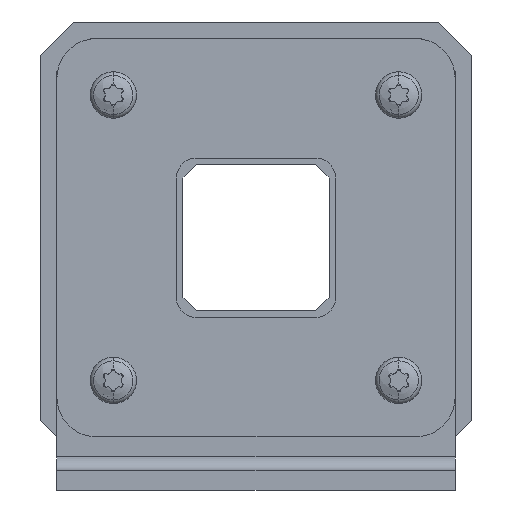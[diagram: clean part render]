
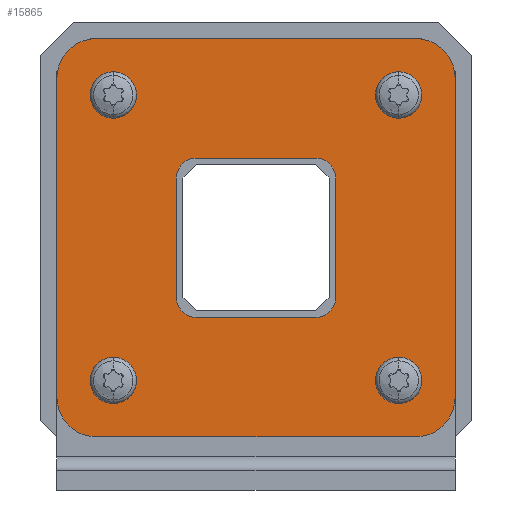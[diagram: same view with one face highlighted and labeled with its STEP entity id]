
A CAD part, front view. The second image highlights one B-rep face of the part: STEP entity #15865.
In plain terms, the highlighted face is planar.
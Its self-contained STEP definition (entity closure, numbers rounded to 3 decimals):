
#15279=CARTESIAN_POINT('',(24.,24.,3.));
#15280=DIRECTION('',(0.,0.,-1.));
#15281=DIRECTION('',(0.,1.,0.));
#15282=AXIS2_PLACEMENT_3D('',#15279,#15280,#15281);
#15284=DIRECTION('',(0.,-1.,0.));
#15285=VECTOR('',#15284,48.);
#15286=CARTESIAN_POINT('',(30.,24.,3.));
#15287=LINE('',#15286,#15285);
#15288=CARTESIAN_POINT('',(24.,-24.,3.));
#15289=DIRECTION('',(0.,0.,-1.));
#15290=DIRECTION('',(1.,0.,0.));
#15291=AXIS2_PLACEMENT_3D('',#15288,#15289,#15290);
#15293=DIRECTION('',(-1.,0.,0.));
#15294=VECTOR('',#15293,48.);
#15295=CARTESIAN_POINT('',(24.,-30.,3.));
#15296=LINE('',#15295,#15294);
#15297=CARTESIAN_POINT('',(-24.,-24.,3.));
#15298=DIRECTION('',(0.,0.,-1.));
#15299=DIRECTION('',(0.,-1.,0.));
#15300=AXIS2_PLACEMENT_3D('',#15297,#15298,#15299);
#15302=DIRECTION('',(0.,1.,0.));
#15303=VECTOR('',#15302,48.);
#15304=CARTESIAN_POINT('',(-30.,-24.,3.));
#15305=LINE('',#15304,#15303);
#15306=CARTESIAN_POINT('',(-24.,24.,3.));
#15307=DIRECTION('',(0.,0.,-1.));
#15308=DIRECTION('',(-1.,0.,0.));
#15309=AXIS2_PLACEMENT_3D('',#15306,#15307,#15308);
#15311=DIRECTION('',(1.,0.,0.));
#15312=VECTOR('',#15311,48.);
#15313=CARTESIAN_POINT('',(-24.,30.,3.));
#15314=LINE('',#15313,#15312);
#15315=CARTESIAN_POINT('',(-21.5,-21.5,3.));
#15316=DIRECTION('',(0.,0.,1.));
#15317=DIRECTION('',(1.,0.,0.));
#15318=AXIS2_PLACEMENT_3D('',#15315,#15316,#15317);
#15320=CARTESIAN_POINT('',(-21.5,-21.5,3.));
#15321=DIRECTION('',(0.,0.,1.));
#15322=DIRECTION('',(-1.,0.,0.));
#15323=AXIS2_PLACEMENT_3D('',#15320,#15321,#15322);
#15325=CARTESIAN_POINT('',(21.5,-21.5,3.));
#15326=DIRECTION('',(0.,0.,1.));
#15327=DIRECTION('',(1.,0.,0.));
#15328=AXIS2_PLACEMENT_3D('',#15325,#15326,#15327);
#15330=CARTESIAN_POINT('',(21.5,-21.5,3.));
#15331=DIRECTION('',(0.,0.,1.));
#15332=DIRECTION('',(-1.,0.,0.));
#15333=AXIS2_PLACEMENT_3D('',#15330,#15331,#15332);
#15335=CARTESIAN_POINT('',(21.5,21.5,3.));
#15336=DIRECTION('',(0.,0.,1.));
#15337=DIRECTION('',(1.,0.,0.));
#15338=AXIS2_PLACEMENT_3D('',#15335,#15336,#15337);
#15340=CARTESIAN_POINT('',(21.5,21.5,3.));
#15341=DIRECTION('',(0.,0.,1.));
#15342=DIRECTION('',(-1.,0.,0.));
#15343=AXIS2_PLACEMENT_3D('',#15340,#15341,#15342);
#15345=DIRECTION('',(-1.,0.,0.));
#15346=VECTOR('',#15345,18.);
#15347=CARTESIAN_POINT('',(9.,12.,3.));
#15348=LINE('',#15347,#15346);
#15349=CARTESIAN_POINT('',(-9.,9.,3.));
#15350=DIRECTION('',(0.,0.,1.));
#15351=DIRECTION('',(0.,1.,0.));
#15352=AXIS2_PLACEMENT_3D('',#15349,#15350,#15351);
#15354=DIRECTION('',(0.,-1.,0.));
#15355=VECTOR('',#15354,18.);
#15356=CARTESIAN_POINT('',(-12.,9.,3.));
#15357=LINE('',#15356,#15355);
#15358=CARTESIAN_POINT('',(-9.,-9.,3.));
#15359=DIRECTION('',(0.,0.,1.));
#15360=DIRECTION('',(-1.,0.,0.));
#15361=AXIS2_PLACEMENT_3D('',#15358,#15359,#15360);
#15363=DIRECTION('',(1.,0.,0.));
#15364=VECTOR('',#15363,18.);
#15365=CARTESIAN_POINT('',(-9.,-12.,3.));
#15366=LINE('',#15365,#15364);
#15367=CARTESIAN_POINT('',(9.,-9.,3.));
#15368=DIRECTION('',(0.,0.,1.));
#15369=DIRECTION('',(0.,-1.,0.));
#15370=AXIS2_PLACEMENT_3D('',#15367,#15368,#15369);
#15372=DIRECTION('',(0.,1.,0.));
#15373=VECTOR('',#15372,18.);
#15374=CARTESIAN_POINT('',(12.,-9.,3.));
#15375=LINE('',#15374,#15373);
#15376=CARTESIAN_POINT('',(9.,9.,3.));
#15377=DIRECTION('',(0.,0.,1.));
#15378=DIRECTION('',(1.,0.,0.));
#15379=AXIS2_PLACEMENT_3D('',#15376,#15377,#15378);
#15381=CARTESIAN_POINT('',(-21.5,21.5,3.));
#15382=DIRECTION('',(0.,0.,1.));
#15383=DIRECTION('',(1.,0.,0.));
#15384=AXIS2_PLACEMENT_3D('',#15381,#15382,#15383);
#15386=CARTESIAN_POINT('',(-21.5,21.5,3.));
#15387=DIRECTION('',(0.,0.,1.));
#15388=DIRECTION('',(-1.,0.,0.));
#15389=AXIS2_PLACEMENT_3D('',#15386,#15387,#15388);
#15519=CARTESIAN_POINT('',(-24.,21.5,3.));
#15520=VERTEX_POINT('',#15519);
#15521=CARTESIAN_POINT('',(-19.,21.5,3.));
#15522=VERTEX_POINT('',#15521);
#15523=CARTESIAN_POINT('',(24.,30.,3.));
#15524=CARTESIAN_POINT('',(30.,24.,3.));
#15525=VERTEX_POINT('',#15523);
#15526=VERTEX_POINT('',#15524);
#15527=CARTESIAN_POINT('',(30.,-24.,3.));
#15528=VERTEX_POINT('',#15527);
#15529=CARTESIAN_POINT('',(24.,-30.,3.));
#15530=VERTEX_POINT('',#15529);
#15531=CARTESIAN_POINT('',(-24.,-30.,3.));
#15532=VERTEX_POINT('',#15531);
#15533=CARTESIAN_POINT('',(-30.,-24.,3.));
#15534=VERTEX_POINT('',#15533);
#15535=CARTESIAN_POINT('',(-30.,24.,3.));
#15536=VERTEX_POINT('',#15535);
#15537=CARTESIAN_POINT('',(-24.,30.,3.));
#15538=VERTEX_POINT('',#15537);
#15539=CARTESIAN_POINT('',(-19.,-21.5,3.));
#15540=CARTESIAN_POINT('',(-24.,-21.5,3.));
#15541=VERTEX_POINT('',#15539);
#15542=VERTEX_POINT('',#15540);
#15543=CARTESIAN_POINT('',(24.,-21.5,3.));
#15544=CARTESIAN_POINT('',(19.,-21.5,3.));
#15545=VERTEX_POINT('',#15543);
#15546=VERTEX_POINT('',#15544);
#15547=CARTESIAN_POINT('',(24.,21.5,3.));
#15548=CARTESIAN_POINT('',(19.,21.5,3.));
#15549=VERTEX_POINT('',#15547);
#15550=VERTEX_POINT('',#15548);
#15551=CARTESIAN_POINT('',(9.,12.,3.));
#15552=CARTESIAN_POINT('',(-9.,12.,3.));
#15553=VERTEX_POINT('',#15551);
#15554=VERTEX_POINT('',#15552);
#15555=CARTESIAN_POINT('',(-12.,9.,3.));
#15556=VERTEX_POINT('',#15555);
#15557=CARTESIAN_POINT('',(-12.,-9.,3.));
#15558=VERTEX_POINT('',#15557);
#15559=CARTESIAN_POINT('',(-9.,-12.,3.));
#15560=VERTEX_POINT('',#15559);
#15561=CARTESIAN_POINT('',(9.,-12.,3.));
#15562=VERTEX_POINT('',#15561);
#15563=CARTESIAN_POINT('',(12.,-9.,3.));
#15564=VERTEX_POINT('',#15563);
#15565=CARTESIAN_POINT('',(12.,9.,3.));
#15566=VERTEX_POINT('',#15565);
#15808=CARTESIAN_POINT('',(0.,0.,3.));
#15809=DIRECTION('',(0.,0.,1.));
#15810=DIRECTION('',(1.,0.,0.));
#15811=AXIS2_PLACEMENT_3D('',#15808,#15809,#15810);
#15812=PLANE('',#15811);
#15813=ORIENTED_EDGE('',*,*,#15648,.T.);
#15814=ORIENTED_EDGE('',*,*,#15671,.T.);
#15815=ORIENTED_EDGE('',*,*,#15691,.T.);
#15816=ORIENTED_EDGE('',*,*,#15711,.T.);
#15817=ORIENTED_EDGE('',*,*,#15733,.T.);
#15818=ORIENTED_EDGE('',*,*,#15753,.T.);
#15819=ORIENTED_EDGE('',*,*,#15775,.T.);
#15820=ORIENTED_EDGE('',*,*,#15794,.T.);
#15821=EDGE_LOOP('',(#15813,#15814,#15815,#15816,#15817,#15818,#15819,#15820));
#15822=FACE_OUTER_BOUND('',#15821,.F.);
#15824=ORIENTED_EDGE('',*,*,#15823,.T.);
#15826=ORIENTED_EDGE('',*,*,#15825,.T.);
#15827=EDGE_LOOP('',(#15824,#15826));
#15828=FACE_BOUND('',#15827,.F.);
#15830=ORIENTED_EDGE('',*,*,#15829,.T.);
#15832=ORIENTED_EDGE('',*,*,#15831,.T.);
#15833=EDGE_LOOP('',(#15830,#15832));
#15834=FACE_BOUND('',#15833,.F.);
#15836=ORIENTED_EDGE('',*,*,#15835,.T.);
#15838=ORIENTED_EDGE('',*,*,#15837,.T.);
#15839=EDGE_LOOP('',(#15836,#15838));
#15840=FACE_BOUND('',#15839,.F.);
#15842=ORIENTED_EDGE('',*,*,#15841,.T.);
#15844=ORIENTED_EDGE('',*,*,#15843,.T.);
#15846=ORIENTED_EDGE('',*,*,#15845,.T.);
#15848=ORIENTED_EDGE('',*,*,#15847,.T.);
#15850=ORIENTED_EDGE('',*,*,#15849,.T.);
#15852=ORIENTED_EDGE('',*,*,#15851,.T.);
#15854=ORIENTED_EDGE('',*,*,#15853,.T.);
#15856=ORIENTED_EDGE('',*,*,#15855,.T.);
#15857=EDGE_LOOP('',(#15842,#15844,#15846,#15848,#15850,#15852,#15854,#15856));
#15858=FACE_BOUND('',#15857,.F.);
#15860=ORIENTED_EDGE('',*,*,#15859,.T.);
#15862=ORIENTED_EDGE('',*,*,#15861,.T.);
#15863=EDGE_LOOP('',(#15860,#15862));
#15864=FACE_BOUND('',#15863,.F.);
#15283=CIRCLE('',#15282,6.);
#15292=CIRCLE('',#15291,6.);
#15301=CIRCLE('',#15300,6.);
#15310=CIRCLE('',#15309,6.);
#15319=CIRCLE('',#15318,2.5);
#15324=CIRCLE('',#15323,2.5);
#15329=CIRCLE('',#15328,2.5);
#15334=CIRCLE('',#15333,2.5);
#15339=CIRCLE('',#15338,2.5);
#15344=CIRCLE('',#15343,2.5);
#15353=CIRCLE('',#15352,3.);
#15362=CIRCLE('',#15361,3.);
#15371=CIRCLE('',#15370,3.);
#15380=CIRCLE('',#15379,3.);
#15385=CIRCLE('',#15384,2.5);
#15390=CIRCLE('',#15389,2.5);
#15648=EDGE_CURVE('',#15525,#15526,#15283,.T.);
#15671=EDGE_CURVE('',#15526,#15528,#15287,.T.);
#15691=EDGE_CURVE('',#15528,#15530,#15292,.T.);
#15711=EDGE_CURVE('',#15530,#15532,#15296,.T.);
#15733=EDGE_CURVE('',#15532,#15534,#15301,.T.);
#15753=EDGE_CURVE('',#15534,#15536,#15305,.T.);
#15775=EDGE_CURVE('',#15536,#15538,#15310,.T.);
#15794=EDGE_CURVE('',#15538,#15525,#15314,.T.);
#15823=EDGE_CURVE('',#15541,#15542,#15319,.T.);
#15825=EDGE_CURVE('',#15542,#15541,#15324,.T.);
#15829=EDGE_CURVE('',#15545,#15546,#15329,.T.);
#15831=EDGE_CURVE('',#15546,#15545,#15334,.T.);
#15835=EDGE_CURVE('',#15549,#15550,#15339,.T.);
#15837=EDGE_CURVE('',#15550,#15549,#15344,.T.);
#15841=EDGE_CURVE('',#15553,#15554,#15348,.T.);
#15843=EDGE_CURVE('',#15554,#15556,#15353,.T.);
#15845=EDGE_CURVE('',#15556,#15558,#15357,.T.);
#15847=EDGE_CURVE('',#15558,#15560,#15362,.T.);
#15849=EDGE_CURVE('',#15560,#15562,#15366,.T.);
#15851=EDGE_CURVE('',#15562,#15564,#15371,.T.);
#15853=EDGE_CURVE('',#15564,#15566,#15375,.T.);
#15855=EDGE_CURVE('',#15566,#15553,#15380,.T.);
#15859=EDGE_CURVE('',#15522,#15520,#15385,.T.);
#15861=EDGE_CURVE('',#15520,#15522,#15390,.T.);
#15865=ADVANCED_FACE('',(#15822,#15828,#15834,#15840,#15858,#15864),#15812,.T.);
